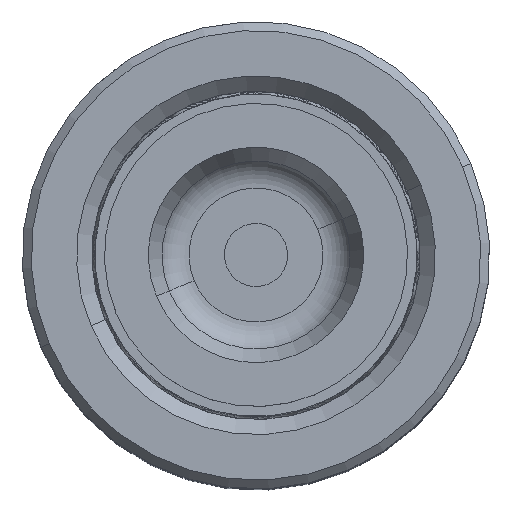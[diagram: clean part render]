
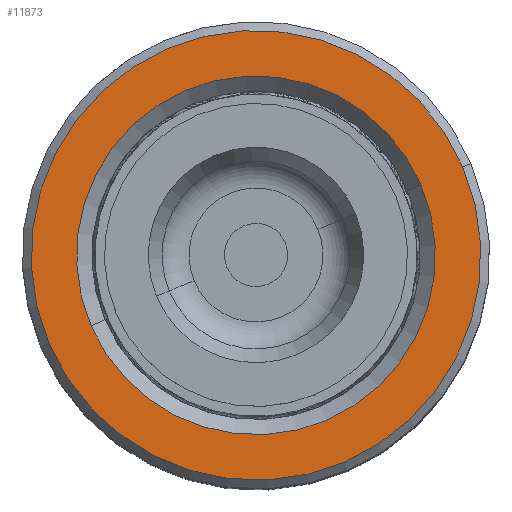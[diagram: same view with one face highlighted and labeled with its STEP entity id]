
A CAD part, top view. The second image highlights one B-rep face of the part: STEP entity #11873.
In plain terms, the highlighted planar face has unit normal (0, 0, 1).
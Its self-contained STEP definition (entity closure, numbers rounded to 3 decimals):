
#48 = DIRECTION ( 'NONE',  ( 0., 0., 1. ) ) ;
#1715 = ORIENTED_EDGE ( 'NONE', *, *, #28893, .T. ) ;
#2075 = AXIS2_PLACEMENT_3D ( 'NONE', #16203, #7752, #33441 ) ;
#2245 = CARTESIAN_POINT ( 'NONE',  ( 0., 0., 60. ) ) ;
#2848 = EDGE_LOOP ( 'NONE', ( #12797, #8710 ) ) ;
#3889 = CARTESIAN_POINT ( 'NONE',  ( -14.2, 0., 60. ) ) ;
#6222 = AXIS2_PLACEMENT_3D ( 'NONE', #13162, #22153, #31313 ) ;
#7752 = DIRECTION ( 'NONE',  ( 0., 0., 1. ) ) ;
#8710 = ORIENTED_EDGE ( 'NONE', *, *, #21873, .T. ) ;
#9368 = AXIS2_PLACEMENT_3D ( 'NONE', #2245, #34630, #31551 ) ;
#11873 = ADVANCED_FACE ( 'NONE', ( #14486, #29027 ), #17150, .T. ) ;
#12797 = ORIENTED_EDGE ( 'NONE', *, *, #30275, .T. ) ;
#13162 = CARTESIAN_POINT ( 'NONE',  ( 0., 0., 60. ) ) ;
#13841 = ORIENTED_EDGE ( 'NONE', *, *, #21776, .T. ) ;
#14331 = CIRCLE ( 'NONE', #2075, 17.8 ) ;
#14486 = FACE_OUTER_BOUND ( 'NONE', #2848, .T. ) ;
#16203 = CARTESIAN_POINT ( 'NONE',  ( 0., 0., 60. ) ) ;
#17150 = PLANE ( 'NONE',  #31274 ) ;
#17538 = CARTESIAN_POINT ( 'NONE',  ( 0., 0., 60. ) ) ;
#21532 = CIRCLE ( 'NONE', #6222, 14.2 ) ;
#21776 = EDGE_CURVE ( 'NONE', #25656, #34482, #21532, .T. ) ;
#21873 = EDGE_CURVE ( 'NONE', #36883, #37537, #30082, .T. ) ;
#22153 = DIRECTION ( 'NONE',  ( 0., 0., -1. ) ) ;
#25461 = CARTESIAN_POINT ( 'NONE',  ( 17.8, 0., 60. ) ) ;
#25656 = VERTEX_POINT ( 'NONE', #27652 ) ;
#27652 = CARTESIAN_POINT ( 'NONE',  ( 14.2, 0., 60. ) ) ;
#28078 = CARTESIAN_POINT ( 'NONE',  ( 0., 0., 60. ) ) ;
#28250 = AXIS2_PLACEMENT_3D ( 'NONE', #28078, #29031, #32251 ) ;
#28893 = EDGE_CURVE ( 'NONE', #34482, #25656, #33248, .T. ) ;
#29027 = FACE_BOUND ( 'NONE', #35978, .T. ) ;
#29031 = DIRECTION ( 'NONE',  ( 0., 0., 1. ) ) ;
#30082 = CIRCLE ( 'NONE', #28250, 17.8 ) ;
#30275 = EDGE_CURVE ( 'NONE', #37537, #36883, #14331, .T. ) ;
#31274 = AXIS2_PLACEMENT_3D ( 'NONE', #17538, #48, #35324 ) ;
#31313 = DIRECTION ( 'NONE',  ( 1., 0., 0. ) ) ;
#31551 = DIRECTION ( 'NONE',  ( 1., 0., 0. ) ) ;
#32251 = DIRECTION ( 'NONE',  ( 1., 0., 0. ) ) ;
#33248 = CIRCLE ( 'NONE', #9368, 14.2 ) ;
#33441 = DIRECTION ( 'NONE',  ( 1., 0., 0. ) ) ;
#33732 = CARTESIAN_POINT ( 'NONE',  ( -17.8, 0., 60. ) ) ;
#34482 = VERTEX_POINT ( 'NONE', #3889 ) ;
#34630 = DIRECTION ( 'NONE',  ( 0., 0., -1. ) ) ;
#35324 = DIRECTION ( 'NONE',  ( 1., 0., 0. ) ) ;
#35978 = EDGE_LOOP ( 'NONE', ( #13841, #1715 ) ) ;
#36883 = VERTEX_POINT ( 'NONE', #25461 ) ;
#37537 = VERTEX_POINT ( 'NONE', #33732 ) ;
